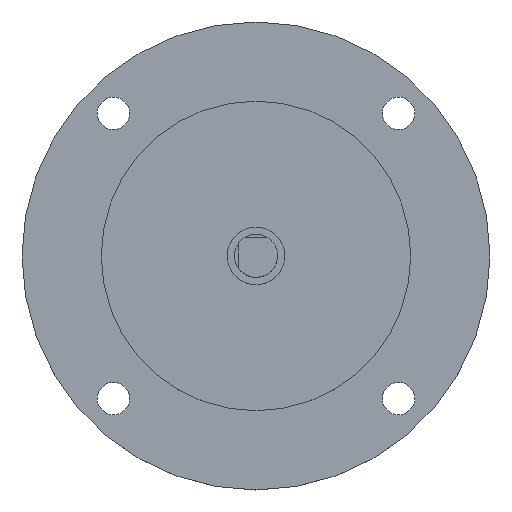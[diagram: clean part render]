
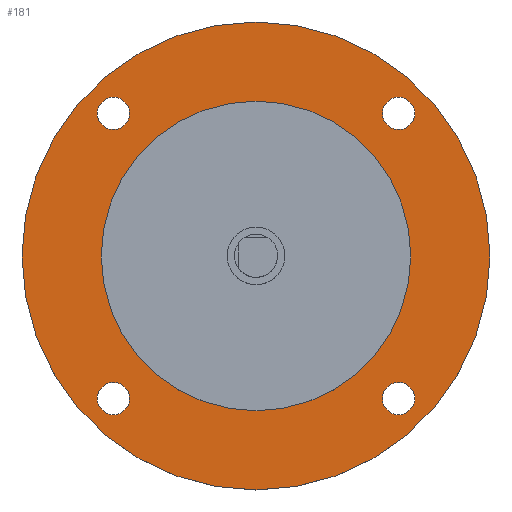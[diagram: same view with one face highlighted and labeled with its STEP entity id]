
A CAD part, top view. The second image highlights one B-rep face of the part: STEP entity #181.
In plain terms, the highlighted planar face has unit normal (0, 0, 1).
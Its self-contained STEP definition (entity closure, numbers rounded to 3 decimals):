
#20 = EDGE_CURVE ( 'NONE', #21, #22, #401, .T. ) ;
#21 = VERTEX_POINT ( 'NONE', #396 ) ;
#22 = VERTEX_POINT ( 'NONE', #395 ) ;
#42 = VERTEX_POINT ( 'NONE', #474 ) ;
#62 = ORIENTED_EDGE ( 'NONE', *, *, #245, .F. ) ;
#63 = EDGE_LOOP ( 'NONE', ( #64, #66 ) ) ;
#64 = ORIENTED_EDGE ( 'NONE', *, *, #65, .F. ) ;
#65 = EDGE_CURVE ( 'NONE', #236, #243, #529, .T. ) ;
#66 = ORIENTED_EDGE ( 'NONE', *, *, #235, .F. ) ;
#67 = EDGE_LOOP ( 'NONE', ( #68, #73 ) ) ;
#68 = ORIENTED_EDGE ( 'NONE', *, *, #72, .T. ) ;
#72 = EDGE_CURVE ( 'NONE', #22, #21, #517, .T. ) ;
#73 = ORIENTED_EDGE ( 'NONE', *, *, #20, .T. ) ;
#74 = EDGE_LOOP ( 'NONE', ( #75, #77 ) ) ;
#75 = ORIENTED_EDGE ( 'NONE', *, *, #76, .F. ) ;
#76 = EDGE_CURVE ( 'NONE', #130, #127, #388, .T. ) ;
#77 = ORIENTED_EDGE ( 'NONE', *, *, #124, .F. ) ;
#81 = EDGE_CURVE ( 'NONE', #230, #227, #377, .T. ) ;
#82 = ORIENTED_EDGE ( 'NONE', *, *, #229, .F. ) ;
#83 = ORIENTED_EDGE ( 'NONE', *, *, #217, .F. ) ;
#84 = ORIENTED_EDGE ( 'NONE', *, *, #85, .F. ) ;
#85 = EDGE_CURVE ( 'NONE', #244, #42, #565, .T. ) ;
#124 = EDGE_CURVE ( 'NONE', #127, #130, #754, .T. ) ;
#127 = VERTEX_POINT ( 'NONE', #776 ) ;
#130 = VERTEX_POINT ( 'NONE', #812 ) ;
#181 = ADVANCED_FACE ( 'NONE', ( #737, #736, #735, #734, #733, #732 ), #731, .T. ) ;
#182 = EDGE_LOOP ( 'NONE', ( #183, #82 ) ) ;
#183 = ORIENTED_EDGE ( 'NONE', *, *, #81, .F. ) ;
#187 = EDGE_LOOP ( 'NONE', ( #188, #83 ) ) ;
#188 = ORIENTED_EDGE ( 'NONE', *, *, #189, .F. ) ;
#189 = EDGE_CURVE ( 'NONE', #218, #215, #720, .T. ) ;
#190 = EDGE_LOOP ( 'NONE', ( #84, #62 ) ) ;
#215 = VERTEX_POINT ( 'NONE', #679 ) ;
#217 = EDGE_CURVE ( 'NONE', #215, #218, #678, .T. ) ;
#218 = VERTEX_POINT ( 'NONE', #673 ) ;
#227 = VERTEX_POINT ( 'NONE', #654 ) ;
#229 = EDGE_CURVE ( 'NONE', #227, #230, #653, .T. ) ;
#230 = VERTEX_POINT ( 'NONE', #648 ) ;
#235 = EDGE_CURVE ( 'NONE', #243, #236, #642, .T. ) ;
#236 = VERTEX_POINT ( 'NONE', #632 ) ;
#243 = VERTEX_POINT ( 'NONE', #585 ) ;
#244 = VERTEX_POINT ( 'NONE', #584 ) ;
#245 = EDGE_CURVE ( 'NONE', #42, #244, #582, .T. ) ;
#373 = DIRECTION ( 'NONE',  ( 0., -1., 0. ) ) ;
#374 = DIRECTION ( 'NONE',  ( 0., 0., 1. ) ) ;
#375 = CARTESIAN_POINT ( 'NONE',  ( 19.799, 19.799, 30.5 ) ) ;
#376 = AXIS2_PLACEMENT_3D ( 'NONE', #375, #374, #373 ) ;
#377 = CIRCLE ( 'NONE', #376, 2.25 ) ;
#384 = DIRECTION ( 'NONE',  ( 1., 0., 0. ) ) ;
#385 = DIRECTION ( 'NONE',  ( 0., 0., 1. ) ) ;
#386 = CARTESIAN_POINT ( 'NONE',  ( 0., 0., 30.5 ) ) ;
#387 = AXIS2_PLACEMENT_3D ( 'NONE', #386, #385, #384 ) ;
#388 = CIRCLE ( 'NONE', #387, 21.5 ) ;
#389 = DIRECTION ( 'NONE',  ( 1., 0., 0. ) ) ;
#390 = DIRECTION ( 'NONE',  ( 0., 0., 1. ) ) ;
#395 = CARTESIAN_POINT ( 'NONE',  ( -32.5, 0., 30.5 ) ) ;
#396 = CARTESIAN_POINT ( 'NONE',  ( 32.5, 0., 30.5 ) ) ;
#397 = DIRECTION ( 'NONE',  ( 1., 0., 0. ) ) ;
#398 = DIRECTION ( 'NONE',  ( 0., 0., 1. ) ) ;
#399 = CARTESIAN_POINT ( 'NONE',  ( 0., 0., 30.5 ) ) ;
#400 = AXIS2_PLACEMENT_3D ( 'NONE', #399, #398, #397 ) ;
#401 = CIRCLE ( 'NONE', #400, 32.5 ) ;
#474 = CARTESIAN_POINT ( 'NONE',  ( -19.799, -22.049, 30.5 ) ) ;
#515 = CARTESIAN_POINT ( 'NONE',  ( 0., 0., 30.5 ) ) ;
#516 = AXIS2_PLACEMENT_3D ( 'NONE', #515, #390, #389 ) ;
#517 = CIRCLE ( 'NONE', #516, 32.5 ) ;
#523 = DIRECTION ( 'NONE',  ( 1., 0., 0. ) ) ;
#524 = DIRECTION ( 'NONE',  ( 0., 0., 1. ) ) ;
#525 = CARTESIAN_POINT ( 'NONE',  ( -19.799, 19.799, 30.5 ) ) ;
#526 = AXIS2_PLACEMENT_3D ( 'NONE', #525, #524, #523 ) ;
#529 = CIRCLE ( 'NONE', #526, 2.25 ) ;
#561 = DIRECTION ( 'NONE',  ( 0., 1., 0. ) ) ;
#562 = DIRECTION ( 'NONE',  ( 0., 0., 1. ) ) ;
#563 = CARTESIAN_POINT ( 'NONE',  ( -19.799, -19.799, 30.5 ) ) ;
#564 = AXIS2_PLACEMENT_3D ( 'NONE', #563, #562, #561 ) ;
#565 = CIRCLE ( 'NONE', #564, 2.25 ) ;
#578 = DIRECTION ( 'NONE',  ( 0., 1., 0. ) ) ;
#579 = DIRECTION ( 'NONE',  ( 0., 0., 1. ) ) ;
#580 = CARTESIAN_POINT ( 'NONE',  ( -19.799, -19.799, 30.5 ) ) ;
#581 = AXIS2_PLACEMENT_3D ( 'NONE', #580, #579, #578 ) ;
#582 = CIRCLE ( 'NONE', #581, 2.25 ) ;
#584 = CARTESIAN_POINT ( 'NONE',  ( -19.799, -17.549, 30.5 ) ) ;
#585 = CARTESIAN_POINT ( 'NONE',  ( -22.049, 19.799, 30.5 ) ) ;
#632 = CARTESIAN_POINT ( 'NONE',  ( -17.549, 19.799, 30.5 ) ) ;
#633 = DIRECTION ( 'NONE',  ( 1., 0., 0. ) ) ;
#634 = DIRECTION ( 'NONE',  ( 0., 0., 1. ) ) ;
#635 = CARTESIAN_POINT ( 'NONE',  ( -19.799, 19.799, 30.5 ) ) ;
#636 = AXIS2_PLACEMENT_3D ( 'NONE', #635, #634, #633 ) ;
#642 = CIRCLE ( 'NONE', #636, 2.25 ) ;
#648 = CARTESIAN_POINT ( 'NONE',  ( 19.799, 17.549, 30.5 ) ) ;
#649 = DIRECTION ( 'NONE',  ( 0., -1., 0. ) ) ;
#650 = DIRECTION ( 'NONE',  ( 0., 0., 1. ) ) ;
#651 = CARTESIAN_POINT ( 'NONE',  ( 19.799, 19.799, 30.5 ) ) ;
#652 = AXIS2_PLACEMENT_3D ( 'NONE', #651, #650, #649 ) ;
#653 = CIRCLE ( 'NONE', #652, 2.25 ) ;
#654 = CARTESIAN_POINT ( 'NONE',  ( 19.799, 22.049, 30.5 ) ) ;
#673 = CARTESIAN_POINT ( 'NONE',  ( 17.549, -19.799, 30.5 ) ) ;
#674 = DIRECTION ( 'NONE',  ( -1., 0., 0. ) ) ;
#675 = DIRECTION ( 'NONE',  ( 0., 0., 1. ) ) ;
#676 = CARTESIAN_POINT ( 'NONE',  ( 19.799, -19.799, 30.5 ) ) ;
#677 = AXIS2_PLACEMENT_3D ( 'NONE', #676, #675, #674 ) ;
#678 = CIRCLE ( 'NONE', #677, 2.25 ) ;
#679 = CARTESIAN_POINT ( 'NONE',  ( 22.049, -19.799, 30.5 ) ) ;
#716 = DIRECTION ( 'NONE',  ( -1., 0., 0. ) ) ;
#717 = DIRECTION ( 'NONE',  ( 0., 0., 1. ) ) ;
#718 = CARTESIAN_POINT ( 'NONE',  ( 19.799, -19.799, 30.5 ) ) ;
#719 = AXIS2_PLACEMENT_3D ( 'NONE', #718, #717, #716 ) ;
#720 = CIRCLE ( 'NONE', #719, 2.25 ) ;
#726 = DIRECTION ( 'NONE',  ( 1., 0., 0. ) ) ;
#727 = DIRECTION ( 'NONE',  ( 0., 0., 1. ) ) ;
#728 = CARTESIAN_POINT ( 'NONE',  ( 0., 0., 30.5 ) ) ;
#730 = AXIS2_PLACEMENT_3D ( 'NONE', #728, #727, #726 ) ;
#731 = PLANE ( 'NONE',  #730 ) ;
#732 = FACE_BOUND ( 'NONE', #74, .T. ) ;
#733 = FACE_OUTER_BOUND ( 'NONE', #67, .T. ) ;
#734 = FACE_BOUND ( 'NONE', #63, .T. ) ;
#735 = FACE_BOUND ( 'NONE', #190, .T. ) ;
#736 = FACE_BOUND ( 'NONE', #187, .T. ) ;
#737 = FACE_BOUND ( 'NONE', #182, .T. ) ;
#754 = CIRCLE ( 'NONE', #780, 21.5 ) ;
#776 = CARTESIAN_POINT ( 'NONE',  ( 21.5, 0., 30.5 ) ) ;
#777 = DIRECTION ( 'NONE',  ( 1., 0., 0. ) ) ;
#778 = DIRECTION ( 'NONE',  ( 0., 0., 1. ) ) ;
#779 = CARTESIAN_POINT ( 'NONE',  ( 0., 0., 30.5 ) ) ;
#780 = AXIS2_PLACEMENT_3D ( 'NONE', #779, #778, #777 ) ;
#812 = CARTESIAN_POINT ( 'NONE',  ( -21.5, 0., 30.5 ) ) ;
